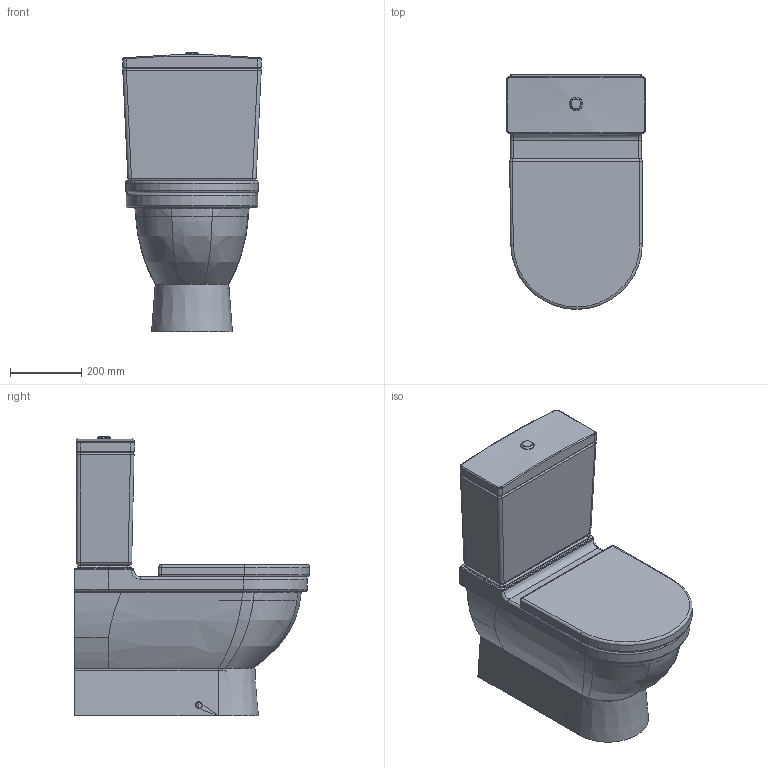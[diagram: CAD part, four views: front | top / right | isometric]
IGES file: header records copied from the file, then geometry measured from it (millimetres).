
Global section: file name: No Iges File Name specified; native system: AutoDesk Inventor R11.0; preprocessor: AutoDesk Inventor Iges Exporter R11.0; author: No Author specified; organization: No Organization specified; date: 20070806.090955; units: millimetre
Bounding box: 389.5 x 660.89 x 787.36 mm (x, y, z)
Volume: 70120350.9 mm3; surface area: 2274040.3 mm2
Topology: 5 solids, 5 shells, 277 faces, 639 edges, 377 vertices
Faces by surface type: bspline 77, plane 74, cylinder 58, revolution 31, torus 28, sphere 6, cone 3
